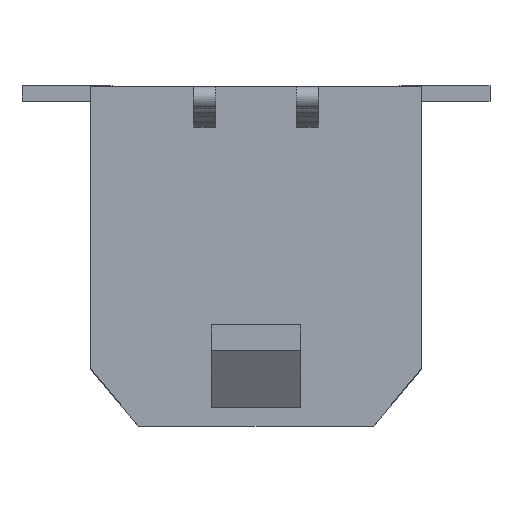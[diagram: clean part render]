
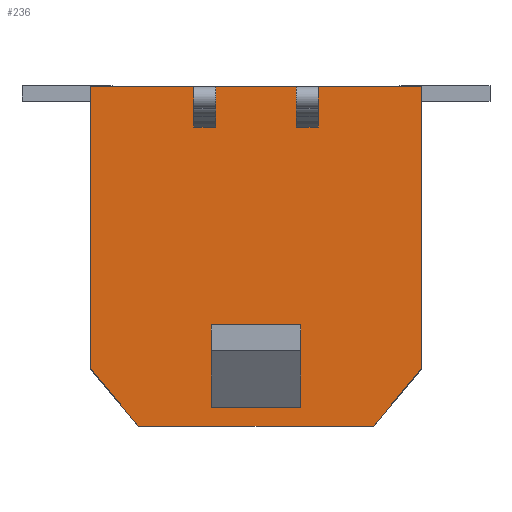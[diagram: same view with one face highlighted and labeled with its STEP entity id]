
A CAD part, top view. The second image highlights one B-rep face of the part: STEP entity #236.
In plain terms, the highlighted planar face has unit normal (0, 0, 1).
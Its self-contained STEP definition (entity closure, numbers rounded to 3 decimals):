
#236=ADVANCED_FACE('',(#478,#479,#480,#481),#368,.T.);
#368=PLANE('',#2456);
#478=FACE_BOUND('',#497,.T.);
#479=FACE_BOUND('',#498,.T.);
#480=FACE_BOUND('',#499,.T.);
#481=FACE_BOUND('',#500,.T.);
#497=EDGE_LOOP('',(#686,#687,#688,#689,#690,#691));
#498=EDGE_LOOP('',(#692,#693,#694,#695));
#499=EDGE_LOOP('',(#696,#697,#698,#699));
#500=EDGE_LOOP('',(#700,#701,#702,#703));
#686=ORIENTED_EDGE('',*,*,#1580,.F.);
#687=ORIENTED_EDGE('',*,*,#1581,.F.);
#688=ORIENTED_EDGE('',*,*,#1582,.T.);
#689=ORIENTED_EDGE('',*,*,#1583,.T.);
#690=ORIENTED_EDGE('',*,*,#1584,.F.);
#691=ORIENTED_EDGE('',*,*,#1585,.F.);
#692=ORIENTED_EDGE('',*,*,#1586,.T.);
#693=ORIENTED_EDGE('',*,*,#1587,.T.);
#694=ORIENTED_EDGE('',*,*,#1588,.F.);
#695=ORIENTED_EDGE('',*,*,#1589,.F.);
#696=ORIENTED_EDGE('',*,*,#1590,.T.);
#697=ORIENTED_EDGE('',*,*,#1591,.T.);
#698=ORIENTED_EDGE('',*,*,#1592,.T.);
#699=ORIENTED_EDGE('',*,*,#1593,.F.);
#700=ORIENTED_EDGE('',*,*,#1594,.T.);
#701=ORIENTED_EDGE('',*,*,#1595,.T.);
#702=ORIENTED_EDGE('',*,*,#1596,.T.);
#703=ORIENTED_EDGE('',*,*,#1597,.F.);
#1356=VERTEX_POINT('',#3387);
#1357=VERTEX_POINT('',#3388);
#1358=VERTEX_POINT('',#3390);
#1359=VERTEX_POINT('',#3392);
#1360=VERTEX_POINT('',#3394);
#1361=VERTEX_POINT('',#3396);
#1362=VERTEX_POINT('',#3399);
#1363=VERTEX_POINT('',#3400);
#1364=VERTEX_POINT('',#3402);
#1365=VERTEX_POINT('',#3404);
#1366=VERTEX_POINT('',#3407);
#1367=VERTEX_POINT('',#3408);
#1368=VERTEX_POINT('',#3410);
#1369=VERTEX_POINT('',#3412);
#1370=VERTEX_POINT('',#3415);
#1371=VERTEX_POINT('',#3416);
#1372=VERTEX_POINT('',#3418);
#1373=VERTEX_POINT('',#3420);
#1580=EDGE_CURVE('',#1356,#1357,#1919,.T.);
#1581=EDGE_CURVE('',#1358,#1356,#1920,.T.);
#1582=EDGE_CURVE('',#1358,#1359,#1921,.T.);
#1583=EDGE_CURVE('',#1359,#1360,#1922,.T.);
#1584=EDGE_CURVE('',#1361,#1360,#1923,.T.);
#1585=EDGE_CURVE('',#1357,#1361,#1924,.T.);
#1586=EDGE_CURVE('',#1362,#1363,#1925,.T.);
#1587=EDGE_CURVE('',#1363,#1364,#1926,.T.);
#1588=EDGE_CURVE('',#1365,#1364,#1927,.T.);
#1589=EDGE_CURVE('',#1362,#1365,#1928,.T.);
#1590=EDGE_CURVE('',#1366,#1367,#1929,.T.);
#1591=EDGE_CURVE('',#1367,#1368,#1930,.T.);
#1592=EDGE_CURVE('',#1368,#1369,#1931,.T.);
#1593=EDGE_CURVE('',#1366,#1369,#1932,.T.);
#1594=EDGE_CURVE('',#1370,#1371,#1933,.T.);
#1595=EDGE_CURVE('',#1371,#1372,#1934,.T.);
#1596=EDGE_CURVE('',#1372,#1373,#1935,.T.);
#1597=EDGE_CURVE('',#1370,#1373,#1936,.T.);
#1919=LINE('',#3386,#2210);
#1920=LINE('',#3389,#2211);
#1921=LINE('',#3391,#2212);
#1922=LINE('',#3393,#2213);
#1923=LINE('',#3395,#2214);
#1924=LINE('',#3397,#2215);
#1925=LINE('',#3398,#2216);
#1926=LINE('',#3401,#2217);
#1927=LINE('',#3403,#2218);
#1928=LINE('',#3405,#2219);
#1929=LINE('',#3406,#2220);
#1930=LINE('',#3409,#2221);
#1931=LINE('',#3411,#2222);
#1932=LINE('',#3413,#2223);
#1933=LINE('',#3414,#2224);
#1934=LINE('',#3417,#2225);
#1935=LINE('',#3419,#2226);
#1936=LINE('',#3421,#2227);
#2210=VECTOR('',#2692,1.);
#2211=VECTOR('',#2693,1.);
#2212=VECTOR('',#2694,1.);
#2213=VECTOR('',#2695,1.);
#2214=VECTOR('',#2696,1.);
#2215=VECTOR('',#2697,1.);
#2216=VECTOR('',#2698,1.);
#2217=VECTOR('',#2699,1.);
#2218=VECTOR('',#2700,1.);
#2219=VECTOR('',#2701,1.);
#2220=VECTOR('',#2702,1.);
#2221=VECTOR('',#2703,1.);
#2222=VECTOR('',#2704,1.);
#2223=VECTOR('',#2705,1.);
#2224=VECTOR('',#2706,1.);
#2225=VECTOR('',#2707,1.);
#2226=VECTOR('',#2708,1.);
#2227=VECTOR('',#2709,1.);
#2456=AXIS2_PLACEMENT_3D('',#3422,#2710,#2711);
#2692=DIRECTION('',(-0.643,-0.766,0.));
#2693=DIRECTION('',(0.,-1.,0.));
#2694=DIRECTION('',(-1.,0.,0.));
#2695=DIRECTION('',(0.,-1.,0.));
#2696=DIRECTION('',(-0.643,0.766,0.));
#2697=DIRECTION('',(-1.,0.,0.));
#2698=DIRECTION('',(-1.,0.,0.));
#2699=DIRECTION('',(0.,1.,0.));
#2700=DIRECTION('',(-1.,0.,0.));
#2701=DIRECTION('',(0.,1.,0.));
#2702=DIRECTION('',(1.,0.,0.));
#2703=DIRECTION('',(0.,-1.,0.));
#2704=DIRECTION('',(-1.,0.,0.));
#2705=DIRECTION('',(0.,-1.,0.));
#2706=DIRECTION('',(1.,0.,0.));
#2707=DIRECTION('',(0.,-1.,0.));
#2708=DIRECTION('',(-1.,0.,0.));
#2709=DIRECTION('',(0.,-1.,0.));
#2710=DIRECTION('',(0.,0.,1.));
#2711=DIRECTION('',(1.,0.,0.));
#3386=CARTESIAN_POINT('',(4.825,1.668,3.86));
#3387=CARTESIAN_POINT('',(4.825,1.668,3.86));
#3388=CARTESIAN_POINT('',(3.425,0.,3.86));
#3389=CARTESIAN_POINT('',(4.825,9.9,3.86));
#3390=CARTESIAN_POINT('',(4.825,9.9,3.86));
#3391=CARTESIAN_POINT('',(4.825,9.9,3.86));
#3392=CARTESIAN_POINT('',(-4.825,9.9,3.86));
#3393=CARTESIAN_POINT('',(-4.825,9.9,3.86));
#3394=CARTESIAN_POINT('',(-4.825,1.668,3.86));
#3395=CARTESIAN_POINT('',(-3.425,0.,3.86));
#3396=CARTESIAN_POINT('',(-3.425,0.,3.86));
#3397=CARTESIAN_POINT('',(4.825,0.,3.86));
#3398=CARTESIAN_POINT('',(1.3,0.54,3.86));
#3399=CARTESIAN_POINT('',(1.3,0.54,3.86));
#3400=CARTESIAN_POINT('',(-1.3,0.54,3.86));
#3401=CARTESIAN_POINT('',(-1.3,0.54,3.86));
#3402=CARTESIAN_POINT('',(-1.3,2.95,3.86));
#3403=CARTESIAN_POINT('',(1.3,2.95,3.86));
#3404=CARTESIAN_POINT('',(1.3,2.95,3.86));
#3405=CARTESIAN_POINT('',(1.3,0.54,3.86));
#3406=CARTESIAN_POINT('',(1.82,9.537,3.86));
#3407=CARTESIAN_POINT('',(1.18,9.537,3.86));
#3408=CARTESIAN_POINT('',(1.82,9.537,3.86));
#3409=CARTESIAN_POINT('',(1.82,9.9,3.86));
#3410=CARTESIAN_POINT('',(1.82,8.723,3.86));
#3411=CARTESIAN_POINT('',(1.82,8.723,3.86));
#3412=CARTESIAN_POINT('',(1.18,8.723,3.86));
#3413=CARTESIAN_POINT('',(1.18,9.9,3.86));
#3414=CARTESIAN_POINT('',(-1.18,9.537,3.86));
#3415=CARTESIAN_POINT('',(-1.82,9.537,3.86));
#3416=CARTESIAN_POINT('',(-1.18,9.537,3.86));
#3417=CARTESIAN_POINT('',(-1.18,9.9,3.86));
#3418=CARTESIAN_POINT('',(-1.18,8.723,3.86));
#3419=CARTESIAN_POINT('',(-1.18,8.723,3.86));
#3420=CARTESIAN_POINT('',(-1.82,8.723,3.86));
#3421=CARTESIAN_POINT('',(-1.82,9.9,3.86));
#3422=CARTESIAN_POINT('',(4.825,9.9,3.86));
